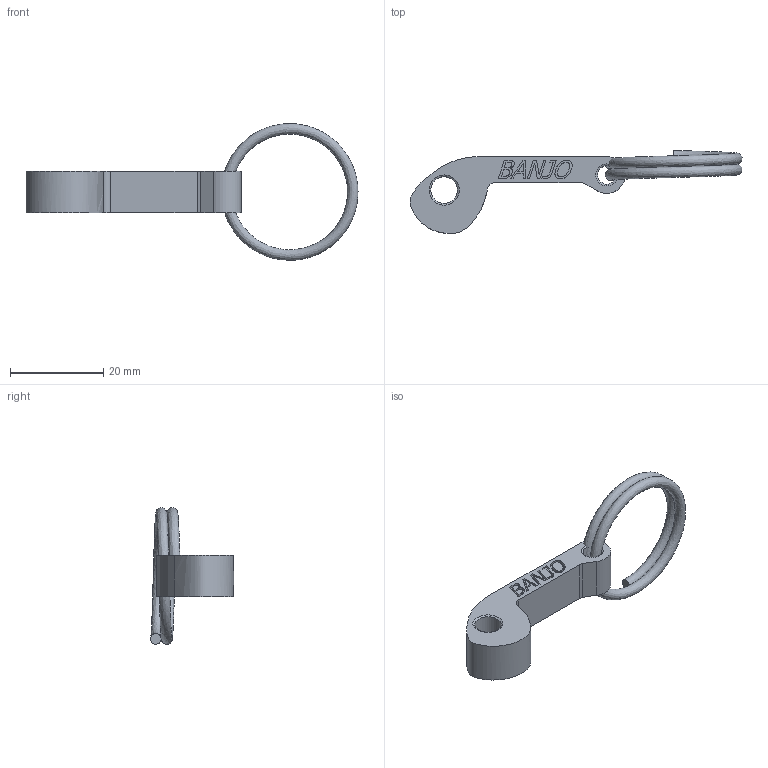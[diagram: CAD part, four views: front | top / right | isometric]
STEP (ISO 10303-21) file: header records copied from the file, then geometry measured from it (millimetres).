
FILE_DESCRIPTION(/* description */ ('1" CAM ARM W/ RING'),/* implementation_level */ '2;1');
FILE_NAME(/* name */ '100K.stp',/* time_stamp */ '2016-10-11T08:45:25-04:00',/* author */ ('mclevenger'),/* organization */ (''),/* preprocessor_version */ 'ST-DEVELOPER v16.5',/* originating_system */ 'Autodesk Inventor 2017',/* authorisation */ '');
FILE_SCHEMA (('AUTOMOTIVE_DESIGN { 1 0 10303 214 3 1 1 }'));
Length unit declared in the file: inch
Products named in the file (3): 100K; 100XK; 100RING
Assembly tree (2 placements, depth 2):
  100K
    100XK
    100RING
Bounding box: 71.33 x 17.85 x 29.36 mm (x, y, z)
Volume: 3604.6 mm3; surface area: 3107.1 mm2
Topology: 2 solids, 2 shells, 177 faces, 463 edges, 308 vertices
Faces by surface type: plane 98, bspline 69, cylinder 6, cone 4
Full cylindrical faces by diameter (mm): 3.962 x1, 5.715 x1
Entity records: 6141 total; most frequent: CARTESIAN_POINT 2160, ORIENTED_EDGE 914, DIRECTION 564, EDGE_CURVE 457, VERTEX_POINT 308, LINE 302, VECTOR 302, EDGE_LOOP 205
